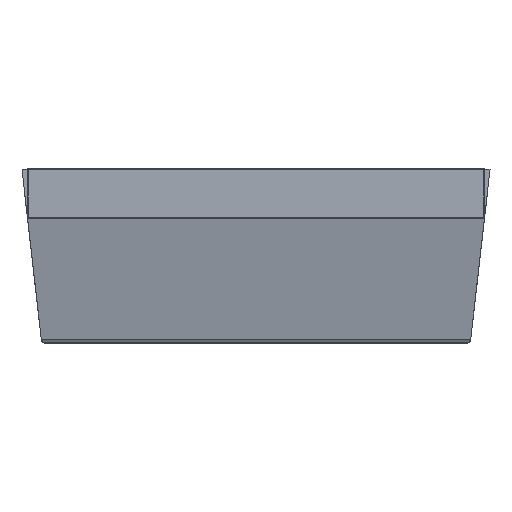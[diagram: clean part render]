
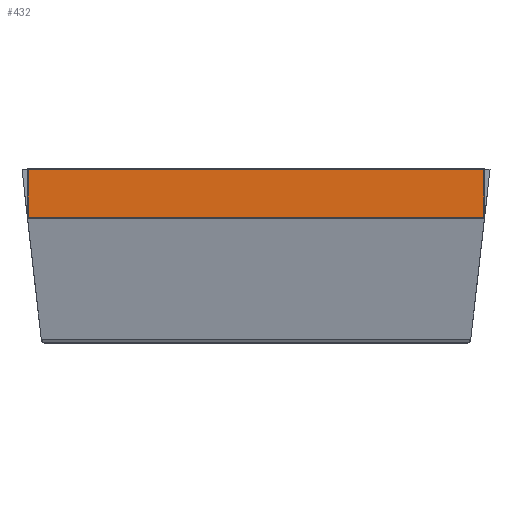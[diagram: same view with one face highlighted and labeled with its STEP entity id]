
A CAD part, top view. The second image highlights one B-rep face of the part: STEP entity #432.
In plain terms, the highlighted planar face has unit normal (0, 0, 1).
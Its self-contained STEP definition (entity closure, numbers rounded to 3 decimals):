
#432=ADVANCED_FACE('',(#740),#8793,.T.);
#740=FACE_OUTER_BOUND('',#1048,.T.);
#1048=EDGE_LOOP('',(#1491,#1492,#1493,#1494));
#1491=ORIENTED_EDGE('',*,*,#5995,.T.);
#1492=ORIENTED_EDGE('',*,*,#5996,.T.);
#1493=ORIENTED_EDGE('',*,*,#5997,.T.);
#1494=ORIENTED_EDGE('',*,*,#5998,.T.);
#2799=PCURVE('',#8793,#4107);
#2800=PCURVE('',#8793,#4108);
#2801=PCURVE('',#8793,#4109);
#2802=PCURVE('',#8793,#4110);
#2880=PCURVE('',#8553,#4188);
#2881=PCURVE('',#8554,#4189);
#2885=PCURVE('',#8555,#4193);
#2889=PCURVE('',#8556,#4197);
#4107=DEFINITIONAL_REPRESENTATION('',(#6816),#18198);
#4108=DEFINITIONAL_REPRESENTATION('',(#6818),#18198);
#4109=DEFINITIONAL_REPRESENTATION('',(#6820),#18198);
#4110=DEFINITIONAL_REPRESENTATION('',(#6822),#18198);
#4188=DEFINITIONAL_REPRESENTATION('',(#6933),#18198);
#4189=DEFINITIONAL_REPRESENTATION('',(#6934),#18198);
#4193=DEFINITIONAL_REPRESENTATION('',(#6938),#18198);
#4197=DEFINITIONAL_REPRESENTATION('',(#6942),#18198);
#5341=SURFACE_CURVE('',#6815,(#2799,#2889),.PCURVE_S1.);
#5342=SURFACE_CURVE('',#6817,(#2800,#2880),.PCURVE_S1.);
#5343=SURFACE_CURVE('',#6819,(#2801,#2881),.PCURVE_S1.);
#5344=SURFACE_CURVE('',#6821,(#2802,#2885),.PCURVE_S1.);
#5995=EDGE_CURVE('',#8250,#8252,#5341,.T.);
#5996=EDGE_CURVE('',#8252,#8253,#5342,.T.);
#5997=EDGE_CURVE('',#8253,#8251,#5343,.T.);
#5998=EDGE_CURVE('',#8251,#8250,#5344,.T.);
#6815=B_SPLINE_CURVE_WITH_KNOTS('',1,(#11153,#11154),.UNSPECIFIED.,.F.,.F.,
(2,2),(-1.23,-0.02),.UNSPECIFIED.);
#6816=B_SPLINE_CURVE_WITH_KNOTS('',3,(#11155,#11156,#11157,#11158),
 .UNSPECIFIED.,.F.,.F.,(4,4),(-1.23,-0.02),.UNSPECIFIED.);
#6817=B_SPLINE_CURVE_WITH_KNOTS('',1,(#11159,#11160),.UNSPECIFIED.,.F.,.F.,
(2,2),(0.02,11.58),.UNSPECIFIED.);
#6818=B_SPLINE_CURVE_WITH_KNOTS('',3,(#11161,#11162,#11163,#11164),
 .UNSPECIFIED.,.F.,.F.,(4,4),(0.02,11.58),.UNSPECIFIED.);
#6819=B_SPLINE_CURVE_WITH_KNOTS('',1,(#11165,#11166),.UNSPECIFIED.,.F.,.F.,
(2,2),(-1.23,-0.02),.UNSPECIFIED.);
#6820=B_SPLINE_CURVE_WITH_KNOTS('',3,(#11167,#11168,#11169,#11170),
 .UNSPECIFIED.,.F.,.F.,(4,4),(-1.23,-0.02),.UNSPECIFIED.);
#6821=B_SPLINE_CURVE_WITH_KNOTS('',1,(#11171,#11172),.UNSPECIFIED.,.F.,.F.,
(2,2),(-11.58,-0.02),.UNSPECIFIED.);
#6822=B_SPLINE_CURVE_WITH_KNOTS('',3,(#11173,#11174,#11175,#11176),
 .UNSPECIFIED.,.F.,.F.,(4,4),(-11.58,-0.02),.UNSPECIFIED.);
#6933=B_SPLINE_CURVE_WITH_KNOTS('',1,(#11875,#11876),.UNSPECIFIED.,.F.,.F.,
(2,2),(0.02,11.58),.UNSPECIFIED.);
#6934=B_SPLINE_CURVE_WITH_KNOTS('',1,(#11877,#11878),.UNSPECIFIED.,.F.,.F.,
(2,2),(-1.23,-0.02),.UNSPECIFIED.);
#6938=B_SPLINE_CURVE_WITH_KNOTS('',1,(#11891,#11892),.UNSPECIFIED.,.F.,.F.,
(2,2),(-11.58,-0.02),.UNSPECIFIED.);
#6942=B_SPLINE_CURVE_WITH_KNOTS('',1,(#11905,#11906),.UNSPECIFIED.,.F.,.F.,
(2,2),(-1.23,-0.02),.UNSPECIFIED.);
#8250=VERTEX_POINT('',#10981);
#8251=VERTEX_POINT('',#10982);
#8252=VERTEX_POINT('',#10983);
#8253=VERTEX_POINT('',#10984);
#8553=(
BOUNDED_SURFACE()
B_SPLINE_SURFACE(2,1,((#10157,#10158),(#10159,#10160),(#10161,#10162)),
 .UNSPECIFIED.,.F.,.F.,.F.)
B_SPLINE_SURFACE_WITH_KNOTS((3,3),(2,2),(0.,0.031),(-0.4,12.004),
 .UNSPECIFIED.)
GEOMETRIC_REPRESENTATION_ITEM()
RATIONAL_B_SPLINE_SURFACE(((1.,1.),(0.707,0.707),
(1.,1.)))
REPRESENTATION_ITEM('')
SURFACE()
);
#8554=(
BOUNDED_SURFACE()
B_SPLINE_SURFACE(1,2,((#10163,#10164,#10165),(#10166,#10167,#10168)),
 .UNSPECIFIED.,.F.,.F.,.F.)
B_SPLINE_SURFACE_WITH_KNOTS((2,2),(3,3),(-0.4,1.65),(0.,0.031),
 .UNSPECIFIED.)
GEOMETRIC_REPRESENTATION_ITEM()
RATIONAL_B_SPLINE_SURFACE(((1.,0.707,1.),(1.,0.707,
1.)))
REPRESENTATION_ITEM('')
SURFACE()
);
#8555=(
BOUNDED_SURFACE()
B_SPLINE_SURFACE(1,2,((#10169,#10170,#10171),(#10172,#10173,#10174)),
 .UNSPECIFIED.,.F.,.F.,.F.)
B_SPLINE_SURFACE_WITH_KNOTS((2,2),(3,3),(-0.4,12.004),(0.,0.031),
 .UNSPECIFIED.)
GEOMETRIC_REPRESENTATION_ITEM()
RATIONAL_B_SPLINE_SURFACE(((1.,0.707,1.),(1.,0.707,
1.)))
REPRESENTATION_ITEM('')
SURFACE()
);
#8556=(
BOUNDED_SURFACE()
B_SPLINE_SURFACE(1,2,((#10175,#10176,#10177),(#10178,#10179,#10180)),
 .UNSPECIFIED.,.F.,.F.,.F.)
B_SPLINE_SURFACE_WITH_KNOTS((2,2),(3,3),(-0.4,1.65),(0.,0.031),
 .UNSPECIFIED.)
GEOMETRIC_REPRESENTATION_ITEM()
RATIONAL_B_SPLINE_SURFACE(((1.,0.707,1.),(1.,0.707,
1.)))
REPRESENTATION_ITEM('')
SURFACE()
);
#8793=PLANE('',#8887);
#8887=AXIS2_PLACEMENT_3D('',#10091,#8964,$);
#8964=DIRECTION('',(0.,0.,1.));
#10091=CARTESIAN_POINT('',(-5.8,1.4,19.107));
#10157=CARTESIAN_POINT('',(-6.2,1.42,19.107));
#10158=CARTESIAN_POINT('',(6.204,1.42,19.107));
#10159=CARTESIAN_POINT('',(-6.2,1.4,19.107));
#10160=CARTESIAN_POINT('',(6.204,1.4,19.107));
#10161=CARTESIAN_POINT('',(-6.2,1.4,19.087));
#10162=CARTESIAN_POINT('',(6.204,1.4,19.087));
#10163=CARTESIAN_POINT('',(5.78,3.05,19.107));
#10164=CARTESIAN_POINT('',(5.8,3.05,19.107));
#10165=CARTESIAN_POINT('',(5.8,3.05,19.087));
#10166=CARTESIAN_POINT('',(5.78,1.,19.107));
#10167=CARTESIAN_POINT('',(5.8,1.,19.107));
#10168=CARTESIAN_POINT('',(5.8,1.,19.087));
#10169=CARTESIAN_POINT('',(-6.2,2.63,19.107));
#10170=CARTESIAN_POINT('',(-6.2,2.65,19.107));
#10171=CARTESIAN_POINT('',(-6.2,2.65,19.087));
#10172=CARTESIAN_POINT('',(6.204,2.63,19.107));
#10173=CARTESIAN_POINT('',(6.204,2.65,19.107));
#10174=CARTESIAN_POINT('',(6.204,2.65,19.087));
#10175=CARTESIAN_POINT('',(-5.78,1.,19.107));
#10176=CARTESIAN_POINT('',(-5.8,1.,19.107));
#10177=CARTESIAN_POINT('',(-5.8,1.,19.087));
#10178=CARTESIAN_POINT('',(-5.78,3.05,19.107));
#10179=CARTESIAN_POINT('',(-5.8,3.05,19.107));
#10180=CARTESIAN_POINT('',(-5.8,3.05,19.087));
#10981=CARTESIAN_POINT('',(-5.78,2.63,19.107));
#10982=CARTESIAN_POINT('',(5.78,2.63,19.107));
#10983=CARTESIAN_POINT('',(-5.78,1.42,19.107));
#10984=CARTESIAN_POINT('',(5.78,1.42,19.107));
#11153=CARTESIAN_POINT('',(-5.78,2.63,19.107));
#11154=CARTESIAN_POINT('',(-5.78,1.42,19.107));
#11155=CARTESIAN_POINT('',(0.02,1.23));
#11156=CARTESIAN_POINT('',(0.02,0.827));
#11157=CARTESIAN_POINT('',(0.02,0.423));
#11158=CARTESIAN_POINT('',(0.02,0.02));
#11159=CARTESIAN_POINT('',(-5.78,1.42,19.107));
#11160=CARTESIAN_POINT('',(5.78,1.42,19.107));
#11161=CARTESIAN_POINT('',(0.02,0.02));
#11162=CARTESIAN_POINT('',(3.873,0.02));
#11163=CARTESIAN_POINT('',(7.727,0.02));
#11164=CARTESIAN_POINT('',(11.58,0.02));
#11165=CARTESIAN_POINT('',(5.78,1.42,19.107));
#11166=CARTESIAN_POINT('',(5.78,2.63,19.107));
#11167=CARTESIAN_POINT('',(11.58,0.02));
#11168=CARTESIAN_POINT('',(11.58,0.423));
#11169=CARTESIAN_POINT('',(11.58,0.827));
#11170=CARTESIAN_POINT('',(11.58,1.23));
#11171=CARTESIAN_POINT('',(5.78,2.63,19.107));
#11172=CARTESIAN_POINT('',(-5.78,2.63,19.107));
#11173=CARTESIAN_POINT('',(11.58,1.23));
#11174=CARTESIAN_POINT('',(7.727,1.23));
#11175=CARTESIAN_POINT('',(3.873,1.23));
#11176=CARTESIAN_POINT('',(0.02,1.23));
#11875=CARTESIAN_POINT('',(0.,0.02));
#11876=CARTESIAN_POINT('',(0.,11.58));
#11877=CARTESIAN_POINT('',(1.23,0.));
#11878=CARTESIAN_POINT('',(0.02,0.));
#11891=CARTESIAN_POINT('',(11.58,0.));
#11892=CARTESIAN_POINT('',(0.02,0.));
#11905=CARTESIAN_POINT('',(1.23,0.));
#11906=CARTESIAN_POINT('',(0.02,0.));
#18198=(
GEOMETRIC_REPRESENTATION_CONTEXT(2)
PARAMETRIC_REPRESENTATION_CONTEXT()
REPRESENTATION_CONTEXT('pspace','')
);
